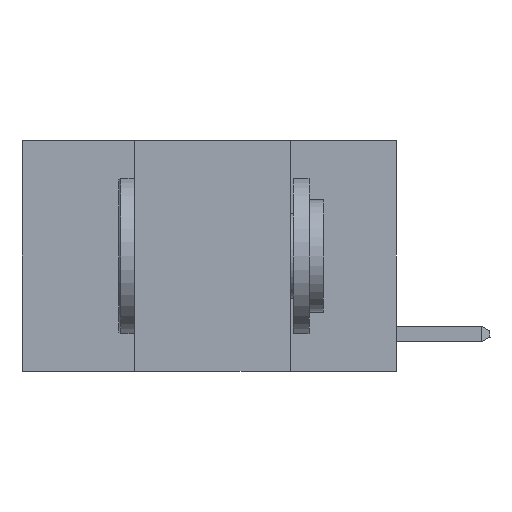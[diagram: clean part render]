
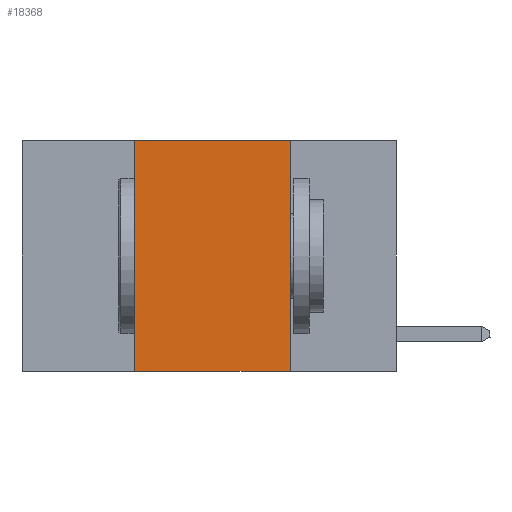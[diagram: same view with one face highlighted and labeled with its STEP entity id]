
A CAD part, left-side view. The second image highlights one B-rep face of the part: STEP entity #18368.
In plain terms, the highlighted planar face has unit normal (-1, 0, 0).
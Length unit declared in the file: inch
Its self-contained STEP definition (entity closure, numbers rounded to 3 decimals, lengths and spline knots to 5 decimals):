
#477 = DIRECTION ( 'NONE',  ( 0., 0., -1. ) ) ;
#1506 = VECTOR ( 'NONE', #18873, 39.37008 ) ;
#1914 = VECTOR ( 'NONE', #477, 39.37008 ) ;
#2331 = PLANE ( 'NONE',  #12215 ) ;
#3124 = CARTESIAN_POINT ( 'NONE',  ( 0., 0.17, -0.37 ) ) ;
#4077 = DIRECTION ( 'NONE',  ( 0., 0., -1. ) ) ;
#4108 = LINE ( 'NONE', #16358, #12679 ) ;
#5972 = EDGE_CURVE ( 'NONE', #19767, #9897, #20005, .T. ) ;
#6179 = DIRECTION ( 'NONE',  ( 0., 0., 1. ) ) ;
#7034 = CARTESIAN_POINT ( 'NONE',  ( 0., 0.6, -0.37 ) ) ;
#7264 = CARTESIAN_POINT ( 'NONE',  ( 0., 0.42, 0. ) ) ;
#7908 = ORIENTED_EDGE ( 'NONE', *, *, #15218, .T. ) ;
#7966 = ORIENTED_EDGE ( 'NONE', *, *, #5972, .F. ) ;
#9352 = CARTESIAN_POINT ( 'NONE',  ( 0., 0.6, 0. ) ) ;
#9502 = VERTEX_POINT ( 'NONE', #7264 ) ;
#9897 = VERTEX_POINT ( 'NONE', #3124 ) ;
#10095 = LINE ( 'NONE', #7034, #1506 ) ;
#10819 = FACE_OUTER_BOUND ( 'NONE', #16933, .T. ) ;
#10903 = CARTESIAN_POINT ( 'NONE',  ( 0., 0.6, 0. ) ) ;
#11139 = DIRECTION ( 'NONE',  ( 0., -1., 0. ) ) ;
#12215 = AXIS2_PLACEMENT_3D ( 'NONE', #10903, #14290, #4077 ) ;
#12492 = CARTESIAN_POINT ( 'NONE',  ( 0., 0.17, 0. ) ) ;
#12679 = VECTOR ( 'NONE', #6179, 39.37008 ) ;
#12865 = ORIENTED_EDGE ( 'NONE', *, *, #18511, .F. ) ;
#12968 = CARTESIAN_POINT ( 'NONE',  ( 0., 0.42, -0.37 ) ) ;
#14290 = DIRECTION ( 'NONE',  ( 1., 0., 0. ) ) ;
#15218 = EDGE_CURVE ( 'NONE', #16748, #9897, #10095, .T. ) ;
#15476 = EDGE_CURVE ( 'NONE', #9502, #19767, #21676, .T. ) ;
#16358 = CARTESIAN_POINT ( 'NONE',  ( 0., 0.42, 0. ) ) ;
#16382 = CARTESIAN_POINT ( 'NONE',  ( 0., 0.17, 0. ) ) ;
#16748 = VERTEX_POINT ( 'NONE', #12968 ) ;
#16933 = EDGE_LOOP ( 'NONE', ( #7966, #18903, #12865, #7908 ) ) ;
#17231 = VECTOR ( 'NONE', #11139, 39.37008 ) ;
#18368 = ADVANCED_FACE ( 'NONE', ( #10819 ), #2331, .F. ) ;
#18511 = EDGE_CURVE ( 'NONE', #16748, #9502, #4108, .T. ) ;
#18873 = DIRECTION ( 'NONE',  ( 0., -1., 0. ) ) ;
#18903 = ORIENTED_EDGE ( 'NONE', *, *, #15476, .F. ) ;
#19767 = VERTEX_POINT ( 'NONE', #16382 ) ;
#20005 = LINE ( 'NONE', #12492, #1914 ) ;
#21676 = LINE ( 'NONE', #9352, #17231 ) ;
